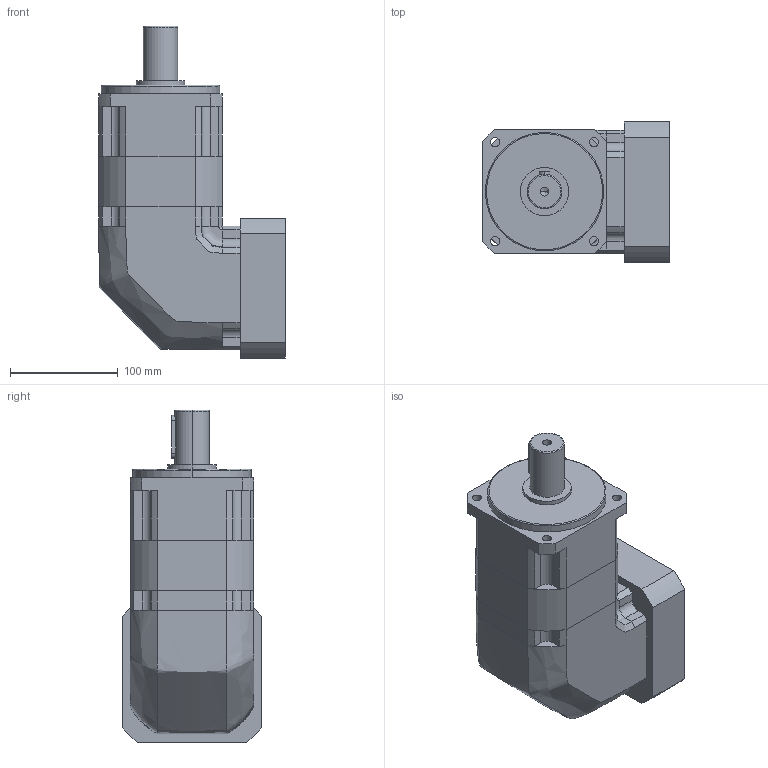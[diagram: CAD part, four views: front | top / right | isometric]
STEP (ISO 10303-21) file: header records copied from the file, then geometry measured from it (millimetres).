
FILE_DESCRIPTION (( 'STEP AP203' ), '1' );
FILE_NAME ('PGR115两级（22-110-145-M8 键槽8）.STEP', '2021-12-06T07:41:34', ( 'PC' ), ( 'Microsoft' ), 'SwSTEP 2.0', 'SolidWorks 2014', '' );
FILE_SCHEMA (( 'CONFIG_CONTROL_DESIGN' ));
Length unit declared in the file: millimetre
Products named in the file (1): PGR115两级（22-110-145-M8 键槽8）
Bounding box: 173.5 x 130 x 308.5 mm (x, y, z)
Volume: 3402188.7 mm3; surface area: 239094.2 mm2
Topology: 3 solids, 3 shells, 205 faces, 512 edges, 329 vertices
Faces by surface type: cylinder 99, plane 91, bspline 9, torus 4, cone 2
Entity records: 7397 total; most frequent: CARTESIAN_POINT 2301, DIRECTION 1090, ORIENTED_EDGE 1016, EDGE_CURVE 508, AXIS2_PLACEMENT_3D 406, VERTEX_POINT 329, LINE 278, VECTOR 278
